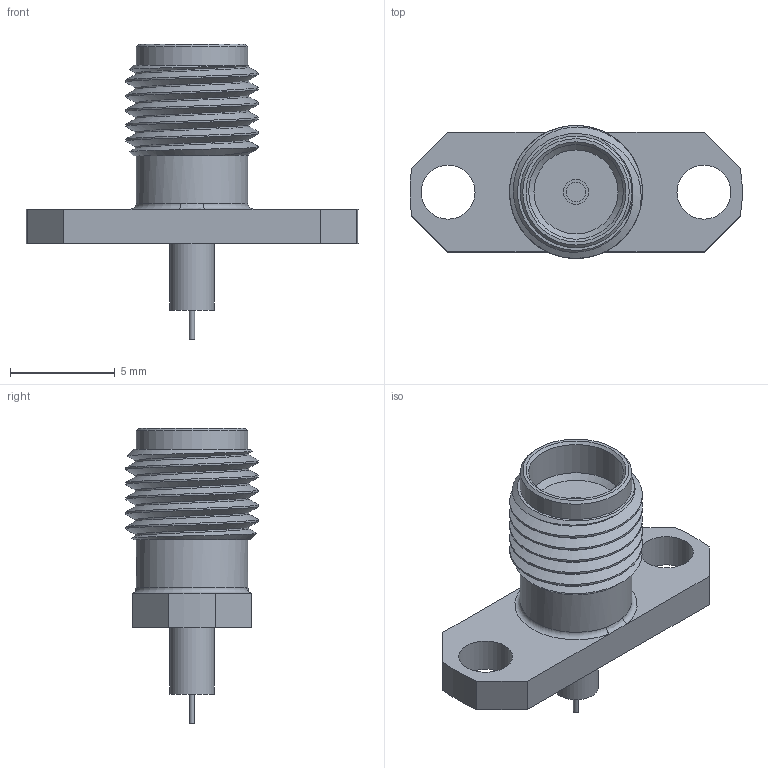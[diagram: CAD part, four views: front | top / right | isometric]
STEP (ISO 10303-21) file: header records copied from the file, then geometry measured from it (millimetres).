
FILE_DESCRIPTION (( 'STEP AP203' ), '1' );
FILE_NAME ('FMCN1400.step', '2020-02-26T18:39:37', ( '' ), ( '' ), 'SwSTEP 2.0', 'SolidWorks 2018', '' );
FILE_SCHEMA (( 'CONFIG_CONTROL_DESIGN' ));
Length unit declared in the file: inch
Products named in the file (1): FMCN1400
Bounding box: 15.86 x 6.35 x 14.12 mm (x, y, z)
Volume: 291.5 mm3; surface area: 564.2 mm2
Topology: 2 solids, 2 shells, 47 faces, 101 edges, 66 vertices
Faces by surface type: plane 19, cylinder 16, cone 5, bspline 5, torus 2
Full cylindrical faces by diameter (mm): 0.254 x1, 0.94 x1, 1.016 x1, 1.194 x2, 2.134 x1, 2.578 x2, 4.013 x1, 4.521 x1, 5.334 x2
Entity records: 2416 total; most frequent: CARTESIAN_POINT 1407, DIRECTION 190, ORIENTED_EDGE 164, AXIS2_PLACEMENT_3D 83, EDGE_CURVE 82, EDGE_LOOP 76, VERTEX_POINT 62, FACE_OUTER_BOUND 59
